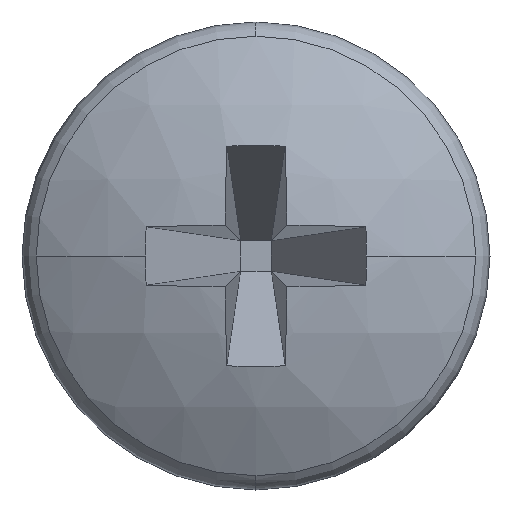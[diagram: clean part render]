
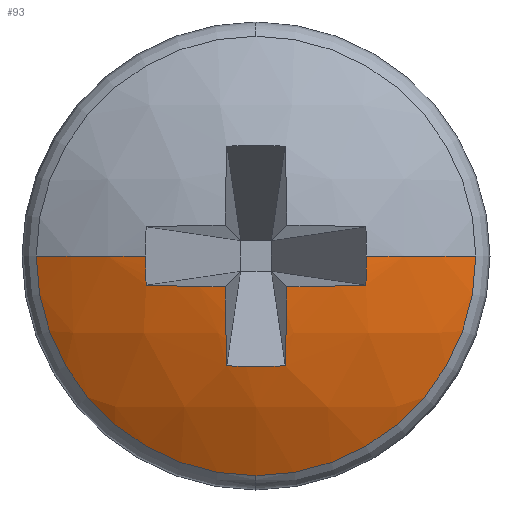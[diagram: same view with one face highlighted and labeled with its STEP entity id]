
A CAD part, left-side view. The second image highlights one B-rep face of the part: STEP entity #93.
In plain terms, the highlighted spherical face has radius 5 mm.
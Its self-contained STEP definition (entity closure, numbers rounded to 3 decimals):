
#18 = AXIS2_PLACEMENT_3D ( 'NONE', #20, #687, #286 ) ;
#20 = CARTESIAN_POINT ( 'NONE',  ( 4.984, -0.154, 0. ) ) ;
#21 = SPHERICAL_SURFACE ( 'NONE', #270, 5. ) ;
#24 = ORIENTED_EDGE ( 'NONE', *, *, #499, .T. ) ;
#36 = CARTESIAN_POINT ( 'NONE',  ( 0.747, 2.629, 0. ) ) ;
#41 = ORIENTED_EDGE ( 'NONE', *, *, #258, .T. ) ;
#44 = AXIS2_PLACEMENT_3D ( 'NONE', #540, #605, #91 ) ;
#48 = ORIENTED_EDGE ( 'NONE', *, *, #690, .F. ) ;
#54 = VERTEX_POINT ( 'NONE', #526 ) ;
#55 = ORIENTED_EDGE ( 'NONE', *, *, #130, .T. ) ;
#60 = AXIS2_PLACEMENT_3D ( 'NONE', #474, #194, #290 ) ;
#62 = VERTEX_POINT ( 'NONE', #581 ) ;
#64 = CARTESIAN_POINT ( 'NONE',  ( 0.027, -0.367, -0.367 ) ) ;
#78 = CARTESIAN_POINT ( 'NONE',  ( 5., 0., 0. ) ) ;
#90 = DIRECTION ( 'NONE',  ( 0.812, 0.584, 0. ) ) ;
#91 = DIRECTION ( 'NONE',  ( -0.812, 0., -0.584 ) ) ;
#93 = ADVANCED_FACE ( 'NONE', ( #254 ), #21, .T. ) ;
#110 = CARTESIAN_POINT ( 'NONE',  ( 5., 0., 0. ) ) ;
#123 = VERTEX_POINT ( 'NONE', #36 ) ;
#125 = CIRCLE ( 'NONE', #201, 5. ) ;
#126 = DIRECTION ( 'NONE',  ( 0., 0., -1. ) ) ;
#130 = EDGE_CURVE ( 'NONE', #666, #450, #599, .T. ) ;
#131 = DIRECTION ( 'NONE',  ( 0.995, 0., 0.105 ) ) ;
#147 = AXIS2_PLACEMENT_3D ( 'NONE', #544, #361, #527 ) ;
#159 = AXIS2_PLACEMENT_3D ( 'NONE', #327, #388, #277 ) ;
#185 = EDGE_CURVE ( 'NONE', #123, #600, #125, .T. ) ;
#191 = CARTESIAN_POINT ( 'NONE',  ( 4.984, 0., 0.154 ) ) ;
#194 = DIRECTION ( 'NONE',  ( -1., 0., 0. ) ) ;
#197 = CARTESIAN_POINT ( 'NONE',  ( 0.747, -2.629, 0. ) ) ;
#201 = AXIS2_PLACEMENT_3D ( 'NONE', #301, #701, #362 ) ;
#209 = AXIS2_PLACEMENT_3D ( 'NONE', #191, #417, #131 ) ;
#223 = CARTESIAN_POINT ( 'NONE',  ( 0.189, -0.35, -1.314 ) ) ;
#236 = AXIS2_PLACEMENT_3D ( 'NONE', #675, #672, #441 ) ;
#250 = ORIENTED_EDGE ( 'NONE', *, *, #185, .F. ) ;
#254 = FACE_OUTER_BOUND ( 'NONE', #325, .T. ) ;
#258 = EDGE_CURVE ( 'NONE', #603, #460, #582, .T. ) ;
#265 = ORIENTED_EDGE ( 'NONE', *, *, #472, .T. ) ;
#270 = AXIS2_PLACEMENT_3D ( 'NONE', #78, #126, #467 ) ;
#277 = DIRECTION ( 'NONE',  ( -0.995, -0.105, 0. ) ) ;
#279 = EDGE_CURVE ( 'NONE', #62, #450, #643, .T. ) ;
#282 = DIRECTION ( 'NONE',  ( 0., 0., -1. ) ) ;
#286 = DIRECTION ( 'NONE',  ( 0.995, -0.105, 0. ) ) ;
#290 = DIRECTION ( 'NONE',  ( 0., 0., 1. ) ) ;
#292 = CIRCLE ( 'NONE', #356, 4.687 ) ;
#295 = CARTESIAN_POINT ( 'NONE',  ( 0.189, 0.35, -1.314 ) ) ;
#299 = ORIENTED_EDGE ( 'NONE', *, *, #579, .F. ) ;
#301 = CARTESIAN_POINT ( 'NONE',  ( 5., 0., 0. ) ) ;
#320 = CIRCLE ( 'NONE', #60, 2.629 ) ;
#323 = EDGE_CURVE ( 'NONE', #460, #54, #446, .T. ) ;
#325 = EDGE_LOOP ( 'NONE', ( #265, #41, #341, #24, #299, #48, #55, #453, #617, #415, #250 ) ) ;
#327 = CARTESIAN_POINT ( 'NONE',  ( 4.984, 0.154, 0. ) ) ;
#328 = CIRCLE ( 'NONE', #159, 4.998 ) ;
#341 = ORIENTED_EDGE ( 'NONE', *, *, #323, .T. ) ;
#356 = AXIS2_PLACEMENT_3D ( 'NONE', #709, #372, #649 ) ;
#361 = DIRECTION ( 'NONE',  ( -1., 0., 0. ) ) ;
#362 = DIRECTION ( 'NONE',  ( 1., 0., 0. ) ) ;
#368 = VERTEX_POINT ( 'NONE', #638 ) ;
#372 = DIRECTION ( 'NONE',  ( 0.584, 0.812, 0. ) ) ;
#386 = CIRCLE ( 'NONE', #236, 4.998 ) ;
#388 = DIRECTION ( 'NONE',  ( -0.105, 0.995, 0. ) ) ;
#415 = ORIENTED_EDGE ( 'NONE', *, *, #496, .T. ) ;
#417 = DIRECTION ( 'NONE',  ( -0.105, 0., 0.995 ) ) ;
#432 = AXIS2_PLACEMENT_3D ( 'NONE', #653, #533, #90 ) ;
#441 = DIRECTION ( 'NONE',  ( 0.995, 0., 0.105 ) ) ;
#446 = CIRCLE ( 'NONE', #594, 5. ) ;
#447 = EDGE_CURVE ( 'NONE', #368, #62, #523, .T. ) ;
#450 = VERTEX_POINT ( 'NONE', #295 ) ;
#453 = ORIENTED_EDGE ( 'NONE', *, *, #279, .F. ) ;
#454 = VERTEX_POINT ( 'NONE', #530 ) ;
#460 = VERTEX_POINT ( 'NONE', #197 ) ;
#467 = DIRECTION ( 'NONE',  ( 0., 1., 0. ) ) ;
#472 = EDGE_CURVE ( 'NONE', #123, #603, #320, .T. ) ;
#474 = CARTESIAN_POINT ( 'NONE',  ( 0.747, 0., 0. ) ) ;
#496 = EDGE_CURVE ( 'NONE', #368, #600, #292, .T. ) ;
#499 = EDGE_CURVE ( 'NONE', #54, #454, #664, .T. ) ;
#500 = CARTESIAN_POINT ( 'NONE',  ( 0.747, 0., -2.629 ) ) ;
#523 = CIRCLE ( 'NONE', #209, 4.998 ) ;
#526 = CARTESIAN_POINT ( 'NONE',  ( 0.178, -1.322, 0. ) ) ;
#527 = DIRECTION ( 'NONE',  ( 0., 0., 1. ) ) ;
#530 = CARTESIAN_POINT ( 'NONE',  ( 0.189, -1.314, -0.35 ) ) ;
#533 = DIRECTION ( 'NONE',  ( 0.584, -0.812, 0. ) ) ;
#540 = CARTESIAN_POINT ( 'NONE',  ( 3.984, 0., 1.414 ) ) ;
#544 = CARTESIAN_POINT ( 'NONE',  ( 0.747, 0., 0. ) ) ;
#571 = DIRECTION ( 'NONE',  ( 0., 1., 0. ) ) ;
#579 = EDGE_CURVE ( 'NONE', #713, #454, #386, .T. ) ;
#581 = CARTESIAN_POINT ( 'NONE',  ( 0.027, 0.367, -0.367 ) ) ;
#582 = CIRCLE ( 'NONE', #147, 2.629 ) ;
#594 = AXIS2_PLACEMENT_3D ( 'NONE', #110, #282, #571 ) ;
#599 = CIRCLE ( 'NONE', #44, 4.687 ) ;
#600 = VERTEX_POINT ( 'NONE', #671 ) ;
#603 = VERTEX_POINT ( 'NONE', #500 ) ;
#605 = DIRECTION ( 'NONE',  ( 0.584, 0., -0.812 ) ) ;
#617 = ORIENTED_EDGE ( 'NONE', *, *, #447, .F. ) ;
#638 = CARTESIAN_POINT ( 'NONE',  ( 0.189, 1.314, -0.35 ) ) ;
#643 = CIRCLE ( 'NONE', #18, 4.998 ) ;
#649 = DIRECTION ( 'NONE',  ( -0.812, 0.584, 0. ) ) ;
#653 = CARTESIAN_POINT ( 'NONE',  ( 3.984, 1.414, 0. ) ) ;
#664 = CIRCLE ( 'NONE', #432, 4.687 ) ;
#666 = VERTEX_POINT ( 'NONE', #223 ) ;
#671 = CARTESIAN_POINT ( 'NONE',  ( 0.178, 1.322, 0. ) ) ;
#672 = DIRECTION ( 'NONE',  ( -0.105, 0., 0.995 ) ) ;
#675 = CARTESIAN_POINT ( 'NONE',  ( 4.984, 0., 0.154 ) ) ;
#687 = DIRECTION ( 'NONE',  ( -0.105, -0.995, 0. ) ) ;
#690 = EDGE_CURVE ( 'NONE', #666, #713, #328, .T. ) ;
#701 = DIRECTION ( 'NONE',  ( 0., 0., 1. ) ) ;
#709 = CARTESIAN_POINT ( 'NONE',  ( 3.984, -1.414, 0. ) ) ;
#713 = VERTEX_POINT ( 'NONE', #64 ) ;
